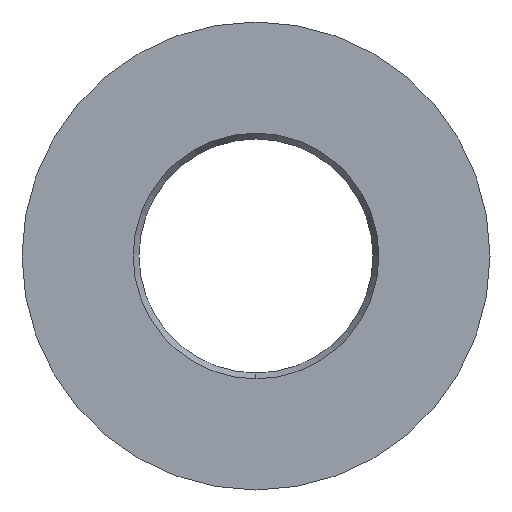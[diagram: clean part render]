
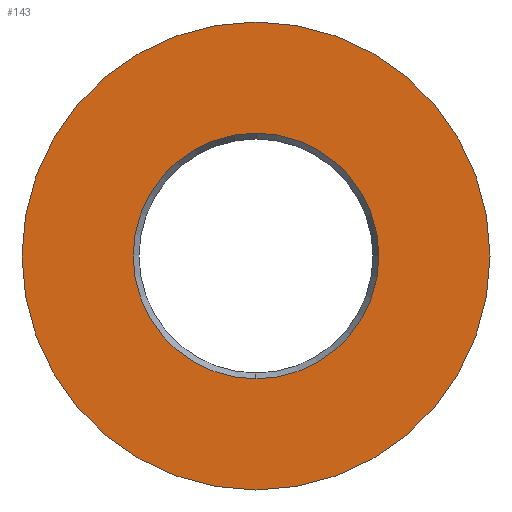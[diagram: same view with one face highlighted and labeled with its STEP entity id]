
A CAD part, left-side view. The second image highlights one B-rep face of the part: STEP entity #143.
In plain terms, the highlighted planar face has unit normal (-1, 0, 0).
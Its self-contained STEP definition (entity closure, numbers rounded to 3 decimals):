
#7 = EDGE_CURVE ( 'NONE', #313, #358, #306, .T. ) ;
#10 = DIRECTION ( 'NONE',  ( 0., 0., 1. ) ) ;
#46 = CARTESIAN_POINT ( 'NONE',  ( -5., 0., -40. ) ) ;
#50 = FACE_BOUND ( 'NONE', #170, .T. ) ;
#57 = ORIENTED_EDGE ( 'NONE', *, *, #283, .T. ) ;
#65 = AXIS2_PLACEMENT_3D ( 'NONE', #354, #268, #320 ) ;
#66 = DIRECTION ( 'NONE',  ( 1., 0., 0. ) ) ;
#67 = CARTESIAN_POINT ( 'NONE',  ( -5., 0., 40. ) ) ;
#93 = DIRECTION ( 'NONE',  ( 0., 0., -1. ) ) ;
#105 = CARTESIAN_POINT ( 'NONE',  ( -5., 0., 0. ) ) ;
#143 = ADVANCED_FACE ( 'NONE', ( #50, #206 ), #220, .F. ) ;
#162 = CARTESIAN_POINT ( 'NONE',  ( -5., 0., 0. ) ) ;
#170 = EDGE_LOOP ( 'NONE', ( #336, #295 ) ) ;
#182 = ORIENTED_EDGE ( 'NONE', *, *, #307, .T. ) ;
#183 = AXIS2_PLACEMENT_3D ( 'NONE', #278, #279, #289 ) ;
#186 = CIRCLE ( 'NONE', #218, 21. ) ;
#194 = CIRCLE ( 'NONE', #304, 40. ) ;
#200 = CARTESIAN_POINT ( 'NONE',  ( -5., 0., 21. ) ) ;
#206 = FACE_OUTER_BOUND ( 'NONE', #319, .T. ) ;
#218 = AXIS2_PLACEMENT_3D ( 'NONE', #162, #66, #377 ) ;
#220 = PLANE ( 'NONE',  #183 ) ;
#256 = DIRECTION ( 'NONE',  ( 1., 0., 0. ) ) ;
#265 = EDGE_CURVE ( 'NONE', #358, #313, #186, .T. ) ;
#268 = DIRECTION ( 'NONE',  ( -1., 0., 0. ) ) ;
#278 = CARTESIAN_POINT ( 'NONE',  ( -5., 40., 0. ) ) ;
#279 = DIRECTION ( 'NONE',  ( 1., 0., 0. ) ) ;
#283 = EDGE_CURVE ( 'NONE', #288, #378, #194, .T. ) ;
#288 = VERTEX_POINT ( 'NONE', #67 ) ;
#289 = DIRECTION ( 'NONE',  ( 0., 0., -1. ) ) ;
#294 = DIRECTION ( 'NONE',  ( -1., 0., 0. ) ) ;
#295 = ORIENTED_EDGE ( 'NONE', *, *, #265, .T. ) ;
#304 = AXIS2_PLACEMENT_3D ( 'NONE', #105, #294, #10 ) ;
#306 = CIRCLE ( 'NONE', #330, 21. ) ;
#307 = EDGE_CURVE ( 'NONE', #378, #288, #346, .T. ) ;
#313 = VERTEX_POINT ( 'NONE', #200 ) ;
#314 = CARTESIAN_POINT ( 'NONE',  ( -5., 0., 0. ) ) ;
#319 = EDGE_LOOP ( 'NONE', ( #57, #182 ) ) ;
#320 = DIRECTION ( 'NONE',  ( 0., 0., 1. ) ) ;
#330 = AXIS2_PLACEMENT_3D ( 'NONE', #314, #256, #93 ) ;
#336 = ORIENTED_EDGE ( 'NONE', *, *, #7, .T. ) ;
#346 = CIRCLE ( 'NONE', #65, 40. ) ;
#354 = CARTESIAN_POINT ( 'NONE',  ( -5., 0., 0. ) ) ;
#356 = CARTESIAN_POINT ( 'NONE',  ( -5., 0., -21. ) ) ;
#358 = VERTEX_POINT ( 'NONE', #356 ) ;
#377 = DIRECTION ( 'NONE',  ( 0., 0., -1. ) ) ;
#378 = VERTEX_POINT ( 'NONE', #46 ) ;
